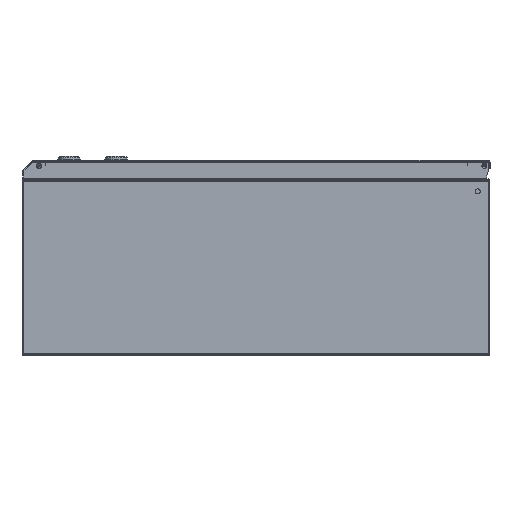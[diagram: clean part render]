
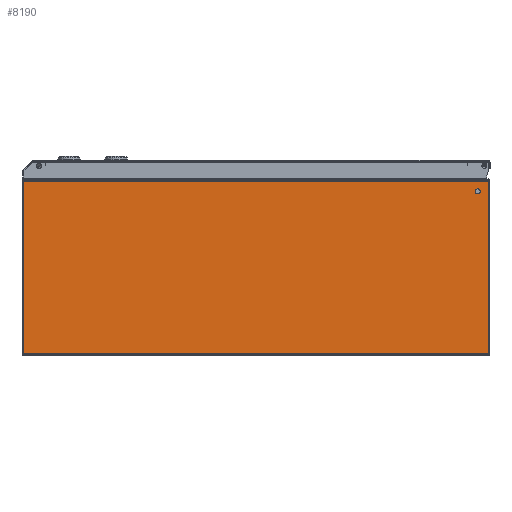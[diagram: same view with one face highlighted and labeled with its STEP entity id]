
A CAD part, front view. The second image highlights one B-rep face of the part: STEP entity #8190.
In plain terms, the highlighted face is planar.
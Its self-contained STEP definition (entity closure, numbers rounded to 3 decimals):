
#292 = CARTESIAN_POINT ( 'NONE',  ( -233.453, 0., 518.938 ) ) ;
#416 = DIRECTION ( 'NONE',  ( 1., 0., 0. ) ) ;
#828 = DIRECTION ( 'NONE',  ( 0., 1., 0. ) ) ;
#1228 = EDGE_LOOP ( 'NONE', ( #6357, #8404 ) ) ;
#1385 = EDGE_CURVE ( 'NONE', #8756, #20913, #17206, .T. ) ;
#1649 = VECTOR ( 'NONE', #416, 1000. ) ;
#1992 = VECTOR ( 'NONE', #4622, 1000. ) ;
#2440 = EDGE_CURVE ( 'NONE', #20913, #7613, #18200, .T. ) ;
#2578 = CARTESIAN_POINT ( 'NONE',  ( -24.753, 0., 500.688 ) ) ;
#2780 = DIRECTION ( 'NONE',  ( 0., 1., 0. ) ) ;
#3425 = CARTESIAN_POINT ( 'NONE',  ( -233.453, 0., -81.062 ) ) ;
#3625 = FACE_BOUND ( 'NONE', #1228, .T. ) ;
#3642 = LINE ( 'NONE', #17005, #1649 ) ;
#3948 = DIRECTION ( 'NONE',  ( -1., 0., 0. ) ) ;
#4015 = ORIENTED_EDGE ( 'NONE', *, *, #2440, .T. ) ;
#4307 = ORIENTED_EDGE ( 'NONE', *, *, #19451, .T. ) ;
#4571 = CIRCLE ( 'NONE', #11455, 3.25 ) ;
#4588 = CARTESIAN_POINT ( 'NONE',  ( -24.753, 0., 503.938 ) ) ;
#4622 = DIRECTION ( 'NONE',  ( 0., 0., -1. ) ) ;
#4750 = AXIS2_PLACEMENT_3D ( 'NONE', #292, #16457, #4910 ) ;
#4910 = DIRECTION ( 'NONE',  ( 0., 0., 1. ) ) ;
#5536 = CARTESIAN_POINT ( 'NONE',  ( -12.153, 0., -81.062 ) ) ;
#5865 = EDGE_CURVE ( 'NONE', #13146, #8756, #6137, .T. ) ;
#5915 = DIRECTION ( 'NONE',  ( 0., 0., 1. ) ) ;
#6137 = LINE ( 'NONE', #21028, #1992 ) ;
#6357 = ORIENTED_EDGE ( 'NONE', *, *, #12590, .F. ) ;
#6953 = AXIS2_PLACEMENT_3D ( 'NONE', #4588, #828, #20986 ) ;
#7613 = VERTEX_POINT ( 'NONE', #20310 ) ;
#8091 = VERTEX_POINT ( 'NONE', #19487 ) ;
#8190 = ADVANCED_FACE ( 'NONE', ( #3625, #13548 ), #10184, .T. ) ;
#8363 = VECTOR ( 'NONE', #3948, 1000. ) ;
#8404 = ORIENTED_EDGE ( 'NONE', *, *, #13104, .F. ) ;
#8756 = VERTEX_POINT ( 'NONE', #5536 ) ;
#8795 = DIRECTION ( 'NONE',  ( 0., 0., 1. ) ) ;
#10184 = PLANE ( 'NONE',  #4750 ) ;
#11455 = AXIS2_PLACEMENT_3D ( 'NONE', #15821, #2780, #5915 ) ;
#12590 = EDGE_CURVE ( 'NONE', #8091, #16739, #4571, .T. ) ;
#13104 = EDGE_CURVE ( 'NONE', #16739, #8091, #16242, .T. ) ;
#13146 = VERTEX_POINT ( 'NONE', #14594 ) ;
#13348 = EDGE_LOOP ( 'NONE', ( #4307, #14462, #13743, #4015 ) ) ;
#13548 = FACE_OUTER_BOUND ( 'NONE', #13348, .T. ) ;
#13743 = ORIENTED_EDGE ( 'NONE', *, *, #1385, .T. ) ;
#13874 = CARTESIAN_POINT ( 'NONE',  ( -233.453, 0., -81.062 ) ) ;
#14462 = ORIENTED_EDGE ( 'NONE', *, *, #5865, .T. ) ;
#14594 = CARTESIAN_POINT ( 'NONE',  ( -12.153, 0., 518.938 ) ) ;
#15694 = VECTOR ( 'NONE', #8795, 1000. ) ;
#15821 = CARTESIAN_POINT ( 'NONE',  ( -24.753, 0., 503.938 ) ) ;
#16242 = CIRCLE ( 'NONE', #6953, 3.25 ) ;
#16457 = DIRECTION ( 'NONE',  ( 0., 1., 0. ) ) ;
#16739 = VERTEX_POINT ( 'NONE', #2578 ) ;
#17005 = CARTESIAN_POINT ( 'NONE',  ( -233.453, 0., 518.938 ) ) ;
#17206 = LINE ( 'NONE', #19160, #8363 ) ;
#18200 = LINE ( 'NONE', #3425, #15694 ) ;
#19160 = CARTESIAN_POINT ( 'NONE',  ( -233.453, 0., -81.062 ) ) ;
#19451 = EDGE_CURVE ( 'NONE', #7613, #13146, #3642, .T. ) ;
#19487 = CARTESIAN_POINT ( 'NONE',  ( -24.753, 0., 507.188 ) ) ;
#20310 = CARTESIAN_POINT ( 'NONE',  ( -233.453, 0., 518.938 ) ) ;
#20913 = VERTEX_POINT ( 'NONE', #13874 ) ;
#20986 = DIRECTION ( 'NONE',  ( 0., 0., 1. ) ) ;
#21028 = CARTESIAN_POINT ( 'NONE',  ( -12.153, 0., 518.938 ) ) ;
